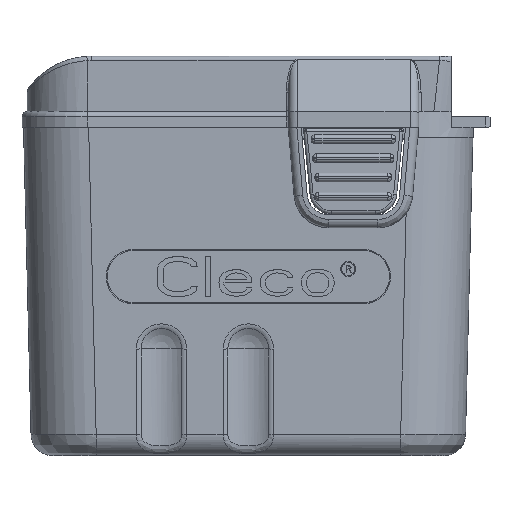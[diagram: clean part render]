
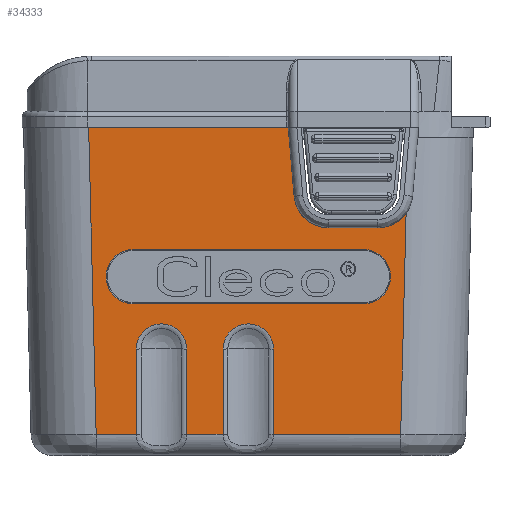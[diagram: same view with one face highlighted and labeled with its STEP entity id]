
A CAD part, top view. The second image highlights one B-rep face of the part: STEP entity #34333.
In plain terms, the highlighted planar face has unit normal (0, -0.025, 1).
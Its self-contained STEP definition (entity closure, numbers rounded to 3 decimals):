
#6354=DIRECTION('',(0.025,0.999,0.025));
#6355=VECTOR('',#6354,50.854);
#6356=CARTESIAN_POINT('',(35.084,4.877,25.97));
#6357=LINE('',#6356,#6355);
#6853=DIRECTION('',(1.,0.,0.));
#6854=VECTOR('',#6853,45.935);
#6855=CARTESIAN_POINT('',(-36.755,75.4,27.7));
#6856=LINE('',#6855,#6854);
#7173=CARTESIAN_POINT('',(-35.024,4.877,25.97));
#7232=CARTESIAN_POINT('',(-36.755,75.4,27.7));
#7234=DIRECTION('',(0.025,-0.999,-0.025));
#7235=VECTOR('',#7234,70.565);
#7236=CARTESIAN_POINT('',(-36.755,75.4,27.7));
#7237=LINE('',#7236,#7235);
#7238=DIRECTION('',(0.087,-0.996,-0.024));
#7239=VECTOR('',#7238,15.762);
#7240=CARTESIAN_POINT('',(9.18,75.4,27.7));
#7241=LINE('',#7240,#7239);
#7242=DIRECTION('',(1.,0.,0.));
#7243=VECTOR('',#7242,53.);
#7244=CARTESIAN_POINT('',(-26.5,34.912,26.707));
#7245=LINE('',#7244,#7243);
#7246=DIRECTION('',(-1.,0.,0.));
#7247=VECTOR('',#7246,53.);
#7248=CARTESIAN_POINT('',(26.5,47.408,27.013));
#7249=LINE('',#7248,#7247);
#7250=CARTESIAN_POINT('',(0.,24.493,26.451));
#7251=DIRECTION('',(0.,0.025,-1.));
#7252=DIRECTION('',(-1.,0.,0.));
#7253=AXIS2_PLACEMENT_3D('',#7250,#7251,#7252);
#7265=DIRECTION('',(0.,-1.,-0.025));
#7266=VECTOR('',#7265,19.621);
#7267=CARTESIAN_POINT('',(5.804,24.493,26.451));
#7268=LINE('',#7267,#7266);
#7338=CARTESIAN_POINT('',(-5.804,4.877,25.97));
#7398=DIRECTION('',(-1.,0.,0.));
#7399=VECTOR('',#7398,29.28);
#7400=CARTESIAN_POINT('',(35.084,4.877,25.97));
#7401=LINE('',#7400,#7399);
#7411=DIRECTION('',(-1.,0.,0.));
#7412=VECTOR('',#7411,9.22);
#7413=CARTESIAN_POINT('',(-25.804,4.877,25.97));
#7414=LINE('',#7413,#7412);
#7415=DIRECTION('',(-1.,0.,0.));
#7416=VECTOR('',#7415,8.392);
#7417=CARTESIAN_POINT('',(-5.804,4.877,25.97));
#7418=LINE('',#7417,#7416);
#7486=CARTESIAN_POINT('',(35.084,4.877,25.97));
#7553=CARTESIAN_POINT('',(-25.804,4.877,25.97));
#7613=DIRECTION('',(0.,1.,0.025));
#7614=VECTOR('',#7613,19.621);
#7615=CARTESIAN_POINT('',(-25.804,4.877,25.97));
#7616=LINE('',#7615,#7614);
#7626=CARTESIAN_POINT('',(-20.,24.493,26.451));
#7627=DIRECTION('',(0.,0.025,-1.));
#7628=DIRECTION('',(-1.,0.,0.));
#7629=AXIS2_PLACEMENT_3D('',#7626,#7627,#7628);
#7641=DIRECTION('',(0.,-1.,-0.025));
#7642=VECTOR('',#7641,19.621);
#7643=CARTESIAN_POINT('',(-14.196,24.493,26.451));
#7644=LINE('',#7643,#7642);
#7664=DIRECTION('',(0.,1.,0.025));
#7665=VECTOR('',#7664,19.621);
#7666=CARTESIAN_POINT('',(-5.804,4.877,25.97));
#7667=LINE('',#7666,#7665);
#8588=CARTESIAN_POINT('',(36.331,55.7,27.217));
#8590=CARTESIAN_POINT('',(36.331,55.7,27.217));
#8591=CARTESIAN_POINT('',(35.932,55.15,27.203));
#8592=CARTESIAN_POINT('',(35.047,54.219,27.18));
#8593=CARTESIAN_POINT('',(33.522,53.212,27.156));
#8594=CARTESIAN_POINT('',(31.81,52.569,27.14));
#8595=CARTESIAN_POINT('',(30.537,52.4,27.136));
#8596=CARTESIAN_POINT('',(29.857,52.4,27.136));
#8602=DIRECTION('',(-1.,0.,0.));
#8603=VECTOR('',#8602,11.334);
#8604=CARTESIAN_POINT('',(29.857,52.4,27.136));
#8605=LINE('',#8604,#8603);
#8686=CARTESIAN_POINT('',(18.523,52.4,27.136));
#8687=CARTESIAN_POINT('',(18.217,52.4,27.136));
#8688=CARTESIAN_POINT('',(17.638,52.434,27.137));
#8689=CARTESIAN_POINT('',(16.576,52.609,27.141));
#8690=CARTESIAN_POINT('',(15.398,52.99,27.15));
#8691=CARTESIAN_POINT('',(14.165,53.645,27.166));
#8692=CARTESIAN_POINT('',(13.092,54.474,27.187));
#8693=CARTESIAN_POINT('',(12.173,55.471,27.211));
#8694=CARTESIAN_POINT('',(11.413,56.641,27.24));
#8695=CARTESIAN_POINT('',(10.932,57.782,27.268));
#8696=CARTESIAN_POINT('',(10.665,58.825,27.293));
#8697=CARTESIAN_POINT('',(10.58,59.399,27.307));
#8698=CARTESIAN_POINT('',(10.553,59.703,27.315));
#8709=CARTESIAN_POINT('',(-26.5,41.16,26.86));
#8710=DIRECTION('',(0.,0.025,-1.));
#8711=DIRECTION('',(0.,-1.,-0.025));
#8712=AXIS2_PLACEMENT_3D('',#8709,#8710,#8711);
#8748=CARTESIAN_POINT('',(26.5,41.16,26.86));
#8749=DIRECTION('',(0.,0.025,-1.));
#8750=DIRECTION('',(0.,1.,0.025));
#8751=AXIS2_PLACEMENT_3D('',#8748,#8749,#8750);
#21608=VERTEX_POINT('',#7232);
#21618=VERTEX_POINT('',#7486);
#21621=VERTEX_POINT('',#7173);
#21645=CARTESIAN_POINT('',(9.18,75.4,27.7));
#21646=VERTEX_POINT('',#21645);
#21647=CARTESIAN_POINT('',(10.553,59.703,27.315));
#21648=VERTEX_POINT('',#21647);
#21649=CARTESIAN_POINT('',(29.857,52.4,27.136));
#21650=CARTESIAN_POINT('',(18.523,52.4,27.136));
#21651=VERTEX_POINT('',#21649);
#21652=VERTEX_POINT('',#21650);
#21654=VERTEX_POINT('',#8588);
#21844=CARTESIAN_POINT('',(-5.804,24.493,
26.451));
#21845=CARTESIAN_POINT('',(5.804,24.493,26.451));
#21846=VERTEX_POINT('',#21844);
#21847=VERTEX_POINT('',#21845);
#21852=CARTESIAN_POINT('',(5.804,4.877,25.97));
#21853=VERTEX_POINT('',#21852);
#21856=VERTEX_POINT('',#7338);
#21858=CARTESIAN_POINT('',(-25.804,24.493,
26.451));
#21859=CARTESIAN_POINT('',(-14.196,24.493,
26.451));
#21860=VERTEX_POINT('',#21858);
#21861=VERTEX_POINT('',#21859);
#21866=CARTESIAN_POINT('',(-14.196,4.877,
25.97));
#21867=VERTEX_POINT('',#21866);
#21870=VERTEX_POINT('',#7553);
#22314=CARTESIAN_POINT('',(-26.5,47.408,27.013));
#22316=VERTEX_POINT('',#22314);
#22318=CARTESIAN_POINT('',(-26.5,34.912,26.707));
#22320=VERTEX_POINT('',#22318);
#22322=CARTESIAN_POINT('',(26.5,34.912,26.707));
#22324=VERTEX_POINT('',#22322);
#22326=CARTESIAN_POINT('',(26.5,47.408,27.013));
#22328=VERTEX_POINT('',#22326);
#34287=CARTESIAN_POINT('',(0.,37.7,26.775));
#34288=DIRECTION('',(0.,-0.025,1.));
#34289=DIRECTION('',(1.,0.,0.));
#34290=AXIS2_PLACEMENT_3D('',#34287,#34288,#34289);
#34291=PLANE('',#34290);
#34293=ORIENTED_EDGE('',*,*,#34292,.F.);
#34295=ORIENTED_EDGE('',*,*,#34294,.F.);
#34297=ORIENTED_EDGE('',*,*,#34296,.T.);
#34299=ORIENTED_EDGE('',*,*,#34298,.F.);
#34301=ORIENTED_EDGE('',*,*,#34300,.F.);
#34303=ORIENTED_EDGE('',*,*,#34302,.F.);
#34305=ORIENTED_EDGE('',*,*,#34304,.T.);
#34306=ORIENTED_EDGE('',*,*,#34282,.F.);
#34307=ORIENTED_EDGE('',*,*,#33881,.T.);
#34309=ORIENTED_EDGE('',*,*,#34308,.T.);
#34311=ORIENTED_EDGE('',*,*,#34310,.F.);
#34313=ORIENTED_EDGE('',*,*,#34312,.F.);
#34315=ORIENTED_EDGE('',*,*,#34314,.F.);
#34316=ORIENTED_EDGE('',*,*,#33314,.F.);
#34318=ORIENTED_EDGE('',*,*,#34317,.T.);
#34320=ORIENTED_EDGE('',*,*,#34319,.F.);
#34321=EDGE_LOOP('',(#34293,#34295,#34297,#34299,#34301,#34303,#34305,#34306,
#34307,#34309,#34311,#34313,#34315,#34316,#34318,#34320));
#34322=FACE_OUTER_BOUND('',#34321,.F.);
#34324=ORIENTED_EDGE('',*,*,#34323,.F.);
#34326=ORIENTED_EDGE('',*,*,#34325,.T.);
#34328=ORIENTED_EDGE('',*,*,#34327,.F.);
#34330=ORIENTED_EDGE('',*,*,#34329,.T.);
#34331=EDGE_LOOP('',(#34324,#34326,#34328,#34330));
#34332=FACE_BOUND('',#34331,.F.);
#34333=ADVANCED_FACE('',(#34322,#34332),#34291,.T.);
#7254=CIRCLE('',#7253,5.804);
#7630=CIRCLE('',#7629,5.804);
#8597=B_SPLINE_CURVE_WITH_KNOTS('',3,(#8590,#8591,#8592,#8593,#8594,#8595,
#8596),.UNSPECIFIED.,.F.,.F.,(4,1,1,1,4),(0.,0.25,0.5,0.75,1.),
.UNSPECIFIED.);
#8699=B_SPLINE_CURVE_WITH_KNOTS('',3,(#8686,#8687,#8688,#8689,#8690,#8691,#8692,
#8693,#8694,#8695,#8696,#8697,#8698),.UNSPECIFIED.,.F.,.F.,(4,1,1,1,1,1,1,1,1,1,
4),(0.,0.063,0.125,0.25,0.375,0.5,0.625,0.75,0.875,0.938,
1.),.UNSPECIFIED.);
#8713=CIRCLE('',#8712,6.25);
#8752=CIRCLE('',#8751,6.25);
#33314=EDGE_CURVE('',#21618,#21654,#6357,.T.);
#33881=EDGE_CURVE('',#21608,#21646,#6856,.T.);
#34282=EDGE_CURVE('',#21608,#21621,#7237,.T.);
#34292=EDGE_CURVE('',#21846,#21847,#7254,.T.);
#34294=EDGE_CURVE('',#21856,#21846,#7667,.T.);
#34296=EDGE_CURVE('',#21856,#21867,#7418,.T.);
#34298=EDGE_CURVE('',#21861,#21867,#7644,.T.);
#34300=EDGE_CURVE('',#21860,#21861,#7630,.T.);
#34302=EDGE_CURVE('',#21870,#21860,#7616,.T.);
#34304=EDGE_CURVE('',#21870,#21621,#7414,.T.);
#34308=EDGE_CURVE('',#21646,#21648,#7241,.T.);
#34310=EDGE_CURVE('',#21652,#21648,#8699,.T.);
#34312=EDGE_CURVE('',#21651,#21652,#8605,.T.);
#34314=EDGE_CURVE('',#21654,#21651,#8597,.T.);
#34317=EDGE_CURVE('',#21618,#21853,#7401,.T.);
#34319=EDGE_CURVE('',#21847,#21853,#7268,.T.);
#34323=EDGE_CURVE('',#22320,#22316,#8713,.T.);
#34325=EDGE_CURVE('',#22320,#22324,#7245,.T.);
#34327=EDGE_CURVE('',#22328,#22324,#8752,.T.);
#34329=EDGE_CURVE('',#22328,#22316,#7249,.T.);
